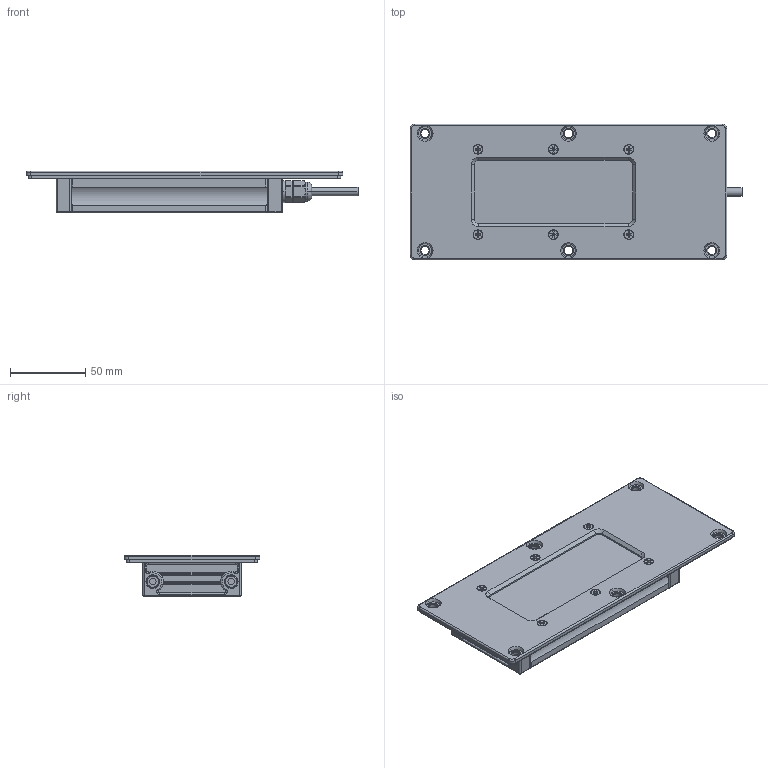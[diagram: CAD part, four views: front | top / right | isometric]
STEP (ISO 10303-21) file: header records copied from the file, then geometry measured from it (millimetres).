
FILE_DESCRIPTION((''),'2;1');
FILE_NAME('NLE10F SERIES.stp','2023-12-26T13:45:22',(''),(''),'Mechanical Desktop 2011','Mechanical Desktop 2011',', , ');
FILE_SCHEMA(('CONFIG_CONTROL_DESIGN'));
Length unit declared in the file: millimetre
Products named in the file (1): Product
Bounding box: 220 x 90 x 27.5 mm (x, y, z)
Volume: 270277.3 mm3; surface area: 101053.5 mm2
Topology: 19 solids, 19 shells, 814 faces, 2080 edges, 1321 vertices
Faces by surface type: plane 328, cylinder 256, cone 116, bspline 79, torus 23, sphere 12
Full cylindrical faces by diameter (mm): 9.865 x6
Entity records: 29174 total; most frequent: CARTESIAN_POINT 9736, ORIENTED_EDGE 4136, DIRECTION 3922, EDGE_CURVE 2068, AXIS2_PLACEMENT_3D 1443, VERTEX_POINT 1321, VECTOR 1036, LINE 1036
